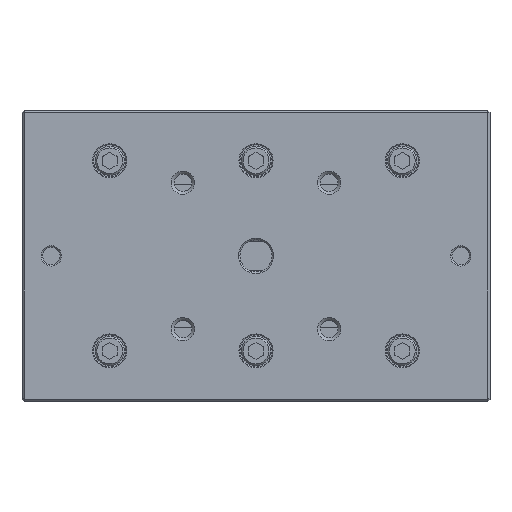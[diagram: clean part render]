
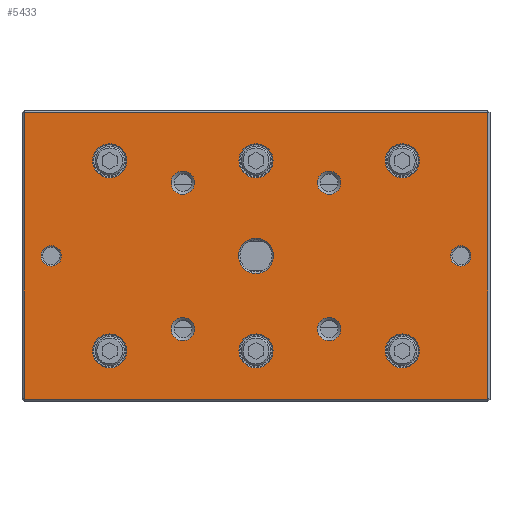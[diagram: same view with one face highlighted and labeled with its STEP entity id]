
A CAD part, top view. The second image highlights one B-rep face of the part: STEP entity #5433.
In plain terms, the highlighted planar face has unit normal (0, 0, 1).
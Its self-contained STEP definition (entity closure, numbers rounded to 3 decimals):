
#4848=FACE_BOUND('',#8011,.T.);
#4849=FACE_BOUND('',#8012,.T.);
#4850=FACE_BOUND('',#8013,.T.);
#4851=FACE_BOUND('',#8014,.T.);
#4852=FACE_BOUND('',#8015,.T.);
#4853=FACE_BOUND('',#8016,.T.);
#4854=FACE_BOUND('',#8017,.T.);
#4855=FACE_BOUND('',#8018,.T.);
#4856=FACE_BOUND('',#8019,.T.);
#4857=FACE_BOUND('',#8020,.T.);
#4858=FACE_BOUND('',#8021,.T.);
#4859=FACE_BOUND('',#8022,.T.);
#4860=FACE_BOUND('',#8023,.T.);
#4861=FACE_BOUND('',#8024,.T.);
#5151=CIRCLE('',#21234,6.);
#5152=CIRCLE('',#21235,3.5);
#5153=CIRCLE('',#21236,3.5);
#5154=CIRCLE('',#21237,4.);
#5155=CIRCLE('',#21238,4.);
#5156=CIRCLE('',#21239,4.);
#5157=CIRCLE('',#21240,4.);
#5158=CIRCLE('',#21241,5.825);
#5159=CIRCLE('',#21242,5.825);
#5160=CIRCLE('',#21243,5.825);
#5161=CIRCLE('',#21244,5.825);
#5162=CIRCLE('',#21245,5.825);
#5163=CIRCLE('',#21246,5.825);
#5433=ADVANCED_FACE('',(#4848,#4849,#4850,#4851,#4852,#4853,#4854,#4855,
#4856,#4857,#4858,#4859,#4860,#4861),#6358,.F.);
#6358=PLANE('',#21247);
#8011=EDGE_LOOP('',(#10113));
#8012=EDGE_LOOP('',(#10114));
#8013=EDGE_LOOP('',(#10115));
#8014=EDGE_LOOP('',(#10116));
#8015=EDGE_LOOP('',(#10117));
#8016=EDGE_LOOP('',(#10118));
#8017=EDGE_LOOP('',(#10119));
#8018=EDGE_LOOP('',(#10120));
#8019=EDGE_LOOP('',(#10121));
#8020=EDGE_LOOP('',(#10122));
#8021=EDGE_LOOP('',(#10123));
#8022=EDGE_LOOP('',(#10124));
#8023=EDGE_LOOP('',(#10125));
#8024=EDGE_LOOP('',(#10126,#10127,#10128,#10129));
#10113=ORIENTED_EDGE('',*,*,#15938,.T.);
#10114=ORIENTED_EDGE('',*,*,#15939,.F.);
#10115=ORIENTED_EDGE('',*,*,#15940,.T.);
#10116=ORIENTED_EDGE('',*,*,#15941,.T.);
#10117=ORIENTED_EDGE('',*,*,#15942,.T.);
#10118=ORIENTED_EDGE('',*,*,#15943,.T.);
#10119=ORIENTED_EDGE('',*,*,#15944,.T.);
#10120=ORIENTED_EDGE('',*,*,#15945,.T.);
#10121=ORIENTED_EDGE('',*,*,#15946,.T.);
#10122=ORIENTED_EDGE('',*,*,#15947,.T.);
#10123=ORIENTED_EDGE('',*,*,#15948,.T.);
#10124=ORIENTED_EDGE('',*,*,#15949,.T.);
#10125=ORIENTED_EDGE('',*,*,#15950,.T.);
#10126=ORIENTED_EDGE('',*,*,#15951,.T.);
#10127=ORIENTED_EDGE('',*,*,#15952,.T.);
#10128=ORIENTED_EDGE('',*,*,#15953,.T.);
#10129=ORIENTED_EDGE('',*,*,#15954,.T.);
#14251=VERTEX_POINT('',#27855);
#14252=VERTEX_POINT('',#27857);
#14253=VERTEX_POINT('',#27859);
#14254=VERTEX_POINT('',#27861);
#14255=VERTEX_POINT('',#27863);
#14256=VERTEX_POINT('',#27865);
#14257=VERTEX_POINT('',#27867);
#14258=VERTEX_POINT('',#27869);
#14259=VERTEX_POINT('',#27871);
#14260=VERTEX_POINT('',#27873);
#14261=VERTEX_POINT('',#27875);
#14262=VERTEX_POINT('',#27877);
#14263=VERTEX_POINT('',#27879);
#14264=VERTEX_POINT('',#27881);
#14265=VERTEX_POINT('',#27882);
#14266=VERTEX_POINT('',#27884);
#14267=VERTEX_POINT('',#27886);
#15938=EDGE_CURVE('',#14251,#14251,#5151,.T.);
#15939=EDGE_CURVE('',#14252,#14252,#5152,.T.);
#15940=EDGE_CURVE('',#14253,#14253,#5153,.T.);
#15941=EDGE_CURVE('',#14254,#14254,#5154,.T.);
#15942=EDGE_CURVE('',#14255,#14255,#5155,.T.);
#15943=EDGE_CURVE('',#14256,#14256,#5156,.T.);
#15944=EDGE_CURVE('',#14257,#14257,#5157,.T.);
#15945=EDGE_CURVE('',#14258,#14258,#5158,.T.);
#15946=EDGE_CURVE('',#14259,#14259,#5159,.T.);
#15947=EDGE_CURVE('',#14260,#14260,#5160,.T.);
#15948=EDGE_CURVE('',#14261,#14261,#5161,.T.);
#15949=EDGE_CURVE('',#14262,#14262,#5162,.T.);
#15950=EDGE_CURVE('',#14263,#14263,#5163,.T.);
#15951=EDGE_CURVE('',#14264,#14265,#18022,.T.);
#15952=EDGE_CURVE('',#14265,#14266,#18023,.T.);
#15953=EDGE_CURVE('',#14266,#14267,#18024,.T.);
#15954=EDGE_CURVE('',#14267,#14264,#18025,.T.);
#18022=LINE('',#27880,#19800);
#18023=LINE('',#27883,#19801);
#18024=LINE('',#27885,#19802);
#18025=LINE('',#27887,#19803);
#19800=VECTOR('',#23091,1.);
#19801=VECTOR('',#23092,1.);
#19802=VECTOR('',#23093,1.);
#19803=VECTOR('',#23094,1.);
#21234=AXIS2_PLACEMENT_3D('',#27854,#23065,#23066);
#21235=AXIS2_PLACEMENT_3D('',#27856,#23067,#23068);
#21236=AXIS2_PLACEMENT_3D('',#27858,#23069,#23070);
#21237=AXIS2_PLACEMENT_3D('',#27860,#23071,#23072);
#21238=AXIS2_PLACEMENT_3D('',#27862,#23073,#23074);
#21239=AXIS2_PLACEMENT_3D('',#27864,#23075,#23076);
#21240=AXIS2_PLACEMENT_3D('',#27866,#23077,#23078);
#21241=AXIS2_PLACEMENT_3D('',#27868,#23079,#23080);
#21242=AXIS2_PLACEMENT_3D('',#27870,#23081,#23082);
#21243=AXIS2_PLACEMENT_3D('',#27872,#23083,#23084);
#21244=AXIS2_PLACEMENT_3D('',#27874,#23085,#23086);
#21245=AXIS2_PLACEMENT_3D('',#27876,#23087,#23088);
#21246=AXIS2_PLACEMENT_3D('',#27878,#23089,#23090);
#21247=AXIS2_PLACEMENT_3D('',#27888,#23095,#23096);
#23065=DIRECTION('',(0.,0.,-1.));
#23066=DIRECTION('',(-1.,0.,0.));
#23067=DIRECTION('',(0.,0.,1.));
#23068=DIRECTION('',(1.,0.,0.));
#23069=DIRECTION('',(0.,0.,-1.));
#23070=DIRECTION('',(-1.,0.,0.));
#23071=DIRECTION('',(0.,0.,-1.));
#23072=DIRECTION('',(-1.,0.,0.));
#23073=DIRECTION('',(0.,0.,-1.));
#23074=DIRECTION('',(-1.,0.,0.));
#23075=DIRECTION('',(0.,0.,-1.));
#23076=DIRECTION('',(-1.,0.,0.));
#23077=DIRECTION('',(0.,0.,-1.));
#23078=DIRECTION('',(-1.,0.,0.));
#23079=DIRECTION('',(0.,0.,-1.));
#23080=DIRECTION('',(-1.,0.,0.));
#23081=DIRECTION('',(0.,0.,-1.));
#23082=DIRECTION('',(-1.,0.,0.));
#23083=DIRECTION('',(0.,0.,-1.));
#23084=DIRECTION('',(-1.,0.,0.));
#23085=DIRECTION('',(0.,0.,-1.));
#23086=DIRECTION('',(-1.,0.,0.));
#23087=DIRECTION('',(0.,0.,-1.));
#23088=DIRECTION('',(-1.,0.,0.));
#23089=DIRECTION('',(0.,0.,-1.));
#23090=DIRECTION('',(-1.,0.,0.));
#23091=DIRECTION('',(1.,0.,0.));
#23092=DIRECTION('',(0.,1.,0.));
#23093=DIRECTION('',(-1.,0.,0.));
#23094=DIRECTION('',(0.,-1.,0.));
#23095=DIRECTION('',(0.,0.,-1.));
#23096=DIRECTION('',(1.,0.,0.));
#27854=CARTESIAN_POINT('',(160.,49.75,45.));
#27855=CARTESIAN_POINT('',(154.,49.75,45.));
#27856=CARTESIAN_POINT('',(230.,49.75,45.));
#27857=CARTESIAN_POINT('',(233.5,49.75,45.));
#27858=CARTESIAN_POINT('',(90.,49.75,45.));
#27859=CARTESIAN_POINT('',(86.5,49.75,45.));
#27860=CARTESIAN_POINT('',(185.,24.75,45.));
#27861=CARTESIAN_POINT('',(181.,24.75,45.));
#27862=CARTESIAN_POINT('',(185.,74.75,45.));
#27863=CARTESIAN_POINT('',(181.,74.75,45.));
#27864=CARTESIAN_POINT('',(135.,24.75,45.));
#27865=CARTESIAN_POINT('',(131.,24.75,45.));
#27866=CARTESIAN_POINT('',(135.,74.75,45.));
#27867=CARTESIAN_POINT('',(131.,74.75,45.));
#27868=CARTESIAN_POINT('',(210.,17.25,45.));
#27869=CARTESIAN_POINT('',(204.175,17.25,45.));
#27870=CARTESIAN_POINT('',(210.,82.25,45.));
#27871=CARTESIAN_POINT('',(204.175,82.25,45.));
#27872=CARTESIAN_POINT('',(160.,17.25,45.));
#27873=CARTESIAN_POINT('',(154.175,17.25,45.));
#27874=CARTESIAN_POINT('',(160.,82.25,45.));
#27875=CARTESIAN_POINT('',(154.175,82.25,45.));
#27876=CARTESIAN_POINT('',(110.,17.25,45.));
#27877=CARTESIAN_POINT('',(104.175,17.25,45.));
#27878=CARTESIAN_POINT('',(110.,82.25,45.));
#27879=CARTESIAN_POINT('',(104.175,82.25,45.));
#27880=CARTESIAN_POINT('',(240.,0.7,45.));
#27881=CARTESIAN_POINT('',(80.7,0.7,45.));
#27882=CARTESIAN_POINT('',(239.3,0.7,45.));
#27883=CARTESIAN_POINT('',(239.3,99.5,45.));
#27884=CARTESIAN_POINT('',(239.3,98.8,45.));
#27885=CARTESIAN_POINT('',(240.,98.8,45.));
#27886=CARTESIAN_POINT('',(80.7,98.8,45.));
#27887=CARTESIAN_POINT('',(80.7,0.7,45.));
#27888=CARTESIAN_POINT('',(240.,99.5,45.));
